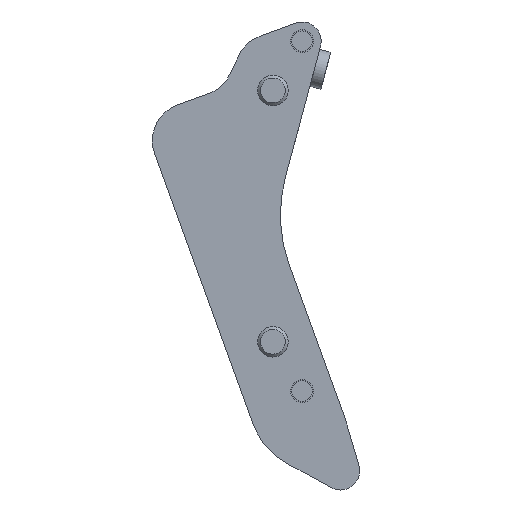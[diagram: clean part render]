
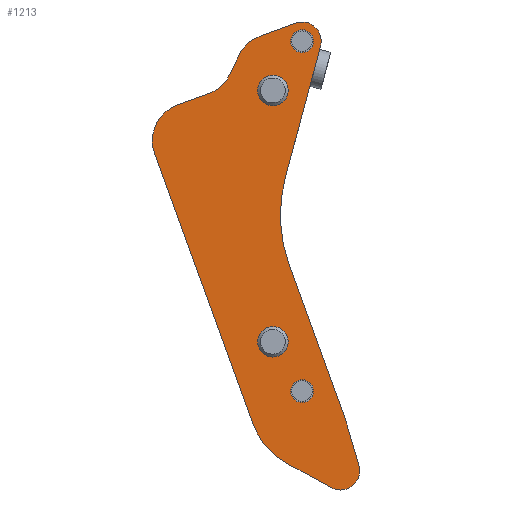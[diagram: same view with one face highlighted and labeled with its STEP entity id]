
A CAD part, left-side view. The second image highlights one B-rep face of the part: STEP entity #1213.
In plain terms, the highlighted face is planar.
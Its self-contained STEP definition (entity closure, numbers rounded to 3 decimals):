
#44=FACE_BOUND('',#238,.T.);
#45=FACE_BOUND('',#239,.T.);
#46=FACE_BOUND('',#240,.T.);
#47=FACE_BOUND('',#241,.T.);
#86=PLANE('',#1394);
#163=FACE_OUTER_BOUND('',#237,.T.);
#237=EDGE_LOOP('',(#1008,#1009,#1010,#1011,#1012,#1013,#1014,#1015,#1016,
#1017,#1018,#1019,#1020,#1021,#1022));
#238=EDGE_LOOP('',(#1023));
#239=EDGE_LOOP('',(#1024));
#240=EDGE_LOOP('',(#1025));
#241=EDGE_LOOP('',(#1026));
#325=LINE('',#2047,#418);
#329=LINE('',#2056,#422);
#332=LINE('',#2064,#425);
#335=LINE('',#2072,#428);
#337=LINE('',#2076,#430);
#338=LINE('',#2086,#431);
#339=LINE('',#2090,#432);
#340=LINE('',#2094,#433);
#418=VECTOR('',#1668,10.);
#422=VECTOR('',#1678,10.);
#425=VECTOR('',#1687,10.);
#428=VECTOR('',#1696,10.);
#430=VECTOR('',#1700,10.);
#431=VECTOR('',#1711,10.);
#432=VECTOR('',#1714,10.);
#433=VECTOR('',#1717,10.);
#442=CIRCLE('',#1292,3.);
#446=CIRCLE('',#1299,3.);
#450=CIRCLE('',#1306,4.);
#459=CIRCLE('',#1328,4.);
#482=CIRCLE('',#1382,10.);
#483=CIRCLE('',#1385,20.);
#484=CIRCLE('',#1388,5.);
#487=CIRCLE('',#1395,38.);
#488=CIRCLE('',#1396,5.);
#489=CIRCLE('',#1397,10.);
#490=CIRCLE('',#1398,10.);
#493=VERTEX_POINT('',#1763);
#497=VERTEX_POINT('',#1776);
#501=VERTEX_POINT('',#1789);
#523=VERTEX_POINT('',#1870);
#575=VERTEX_POINT('',#2044);
#576=VERTEX_POINT('',#2046);
#577=VERTEX_POINT('',#2050);
#578=VERTEX_POINT('',#2054);
#579=VERTEX_POINT('',#2058);
#580=VERTEX_POINT('',#2062);
#581=VERTEX_POINT('',#2066);
#582=VERTEX_POINT('',#2070);
#583=VERTEX_POINT('',#2074);
#586=VERTEX_POINT('',#2083);
#587=VERTEX_POINT('',#2085);
#588=VERTEX_POINT('',#2087);
#589=VERTEX_POINT('',#2089);
#590=VERTEX_POINT('',#2091);
#591=VERTEX_POINT('',#2093);
#594=EDGE_CURVE('',#493,#493,#442,.T.);
#601=EDGE_CURVE('',#497,#497,#446,.T.);
#607=EDGE_CURVE('',#501,#501,#450,.T.);
#639=EDGE_CURVE('',#523,#523,#459,.T.);
#717=EDGE_CURVE('',#576,#575,#325,.T.);
#720=EDGE_CURVE('',#577,#575,#482,.T.);
#722=EDGE_CURVE('',#577,#578,#329,.T.);
#724=EDGE_CURVE('',#578,#579,#483,.T.);
#726=EDGE_CURVE('',#579,#580,#332,.T.);
#728=EDGE_CURVE('',#581,#580,#484,.T.);
#730=EDGE_CURVE('',#581,#582,#335,.T.);
#732=EDGE_CURVE('',#582,#583,#337,.T.);
#735=EDGE_CURVE('',#583,#586,#487,.F.);
#736=EDGE_CURVE('',#586,#587,#338,.T.);
#737=EDGE_CURVE('',#588,#587,#488,.T.);
#738=EDGE_CURVE('',#588,#589,#339,.T.);
#739=EDGE_CURVE('',#590,#589,#489,.T.);
#740=EDGE_CURVE('',#590,#591,#340,.T.);
#741=EDGE_CURVE('',#576,#591,#490,.T.);
#1008=ORIENTED_EDGE('',*,*,#728,.F.);
#1009=ORIENTED_EDGE('',*,*,#730,.T.);
#1010=ORIENTED_EDGE('',*,*,#732,.T.);
#1011=ORIENTED_EDGE('',*,*,#735,.T.);
#1012=ORIENTED_EDGE('',*,*,#736,.T.);
#1013=ORIENTED_EDGE('',*,*,#737,.F.);
#1014=ORIENTED_EDGE('',*,*,#738,.T.);
#1015=ORIENTED_EDGE('',*,*,#739,.F.);
#1016=ORIENTED_EDGE('',*,*,#740,.T.);
#1017=ORIENTED_EDGE('',*,*,#741,.F.);
#1018=ORIENTED_EDGE('',*,*,#717,.T.);
#1019=ORIENTED_EDGE('',*,*,#720,.F.);
#1020=ORIENTED_EDGE('',*,*,#722,.T.);
#1021=ORIENTED_EDGE('',*,*,#724,.T.);
#1022=ORIENTED_EDGE('',*,*,#726,.T.);
#1023=ORIENTED_EDGE('',*,*,#607,.F.);
#1024=ORIENTED_EDGE('',*,*,#639,.F.);
#1025=ORIENTED_EDGE('',*,*,#601,.T.);
#1026=ORIENTED_EDGE('',*,*,#594,.T.);
#1213=ADVANCED_FACE('',(#163,#44,#45,#46,#47),#86,.F.);
#1292=AXIS2_PLACEMENT_3D('',#1764,#1421,#1422);
#1299=AXIS2_PLACEMENT_3D('',#1778,#1438,#1439);
#1306=AXIS2_PLACEMENT_3D('',#1791,#1454,#1455);
#1328=AXIS2_PLACEMENT_3D('',#1872,#1514,#1515);
#1382=AXIS2_PLACEMENT_3D('',#2052,#1673,#1674);
#1385=AXIS2_PLACEMENT_3D('',#2060,#1682,#1683);
#1388=AXIS2_PLACEMENT_3D('',#2068,#1691,#1692);
#1394=AXIS2_PLACEMENT_3D('',#2082,#1707,#1708);
#1395=AXIS2_PLACEMENT_3D('',#2084,#1709,#1710);
#1396=AXIS2_PLACEMENT_3D('',#2088,#1712,#1713);
#1397=AXIS2_PLACEMENT_3D('',#2092,#1715,#1716);
#1398=AXIS2_PLACEMENT_3D('',#2095,#1718,#1719);
#1421=DIRECTION('center_axis',(0.,0.,
1.));
#1422=DIRECTION('ref_axis',(1.,0.,0.));
#1438=DIRECTION('center_axis',(0.,0.,
1.));
#1439=DIRECTION('ref_axis',(1.,0.,0.));
#1454=DIRECTION('center_axis',(0.,0.,
-1.));
#1455=DIRECTION('ref_axis',(1.,0.,0.));
#1514=DIRECTION('center_axis',(0.,0.,
-1.));
#1515=DIRECTION('ref_axis',(1.,0.,0.));
#1668=DIRECTION('',(-1.,0.,0.));
#1673=DIRECTION('center_axis',(0.,0.,
1.));
#1674=DIRECTION('ref_axis',(0.,-1.,0.));
#1678=DIRECTION('',(0.,1.,0.));
#1682=DIRECTION('center_axis',(0.,0.,
-1.));
#1683=DIRECTION('ref_axis',(-0.749,0.662,0.));
#1687=DIRECTION('',(0.662,0.749,0.));
#1691=DIRECTION('center_axis',(0.,0.,
1.));
#1692=DIRECTION('ref_axis',(0.313,0.95,0.));
#1696=DIRECTION('',(0.064,-0.998,0.));
#1700=DIRECTION('',(0.,-1.,0.));
#1707=DIRECTION('center_axis',(0.,0.,
1.));
#1708=DIRECTION('ref_axis',(-1.,0.,0.));
#1709=DIRECTION('center_axis',(0.,0.,
-1.));
#1710=DIRECTION('ref_axis',(-0.819,-0.574,0.));
#1711=DIRECTION('',(0.574,-0.819,0.));
#1712=DIRECTION('center_axis',(0.,0.,
1.));
#1713=DIRECTION('ref_axis',(0.818,-0.575,0.));
#1714=DIRECTION('',(-1.,0.,0.));
#1715=DIRECTION('center_axis',(0.,0.,
1.));
#1716=DIRECTION('ref_axis',(-0.383,-0.924,0.));
#1717=DIRECTION('',(-0.707,0.707,0.));
#1718=DIRECTION('center_axis',(0.,0.,
-1.));
#1719=DIRECTION('ref_axis',(0.383,0.924,0.));
#1763=CARTESIAN_POINT('',(-17.647,-54.051,0.));
#1764=CARTESIAN_POINT('Origin',(-14.647,-54.051,0.));
#1776=CARTESIAN_POINT('',(-48.963,31.991,0.));
#1778=CARTESIAN_POINT('Origin',(-45.963,31.991,0.));
#1789=CARTESIAN_POINT('',(-30.247,-44.541,0.));
#1791=CARTESIAN_POINT('Origin',(-26.247,-44.541,0.));
#1870=CARTESIAN_POINT('',(-52.736,17.249,0.));
#1872=CARTESIAN_POINT('Origin',(-48.736,17.249,0.));
#2044=CARTESIAN_POINT('',(-50.997,-49.52,0.));
#2046=CARTESIAN_POINT('',(-42.319,-49.52,0.));
#2047=CARTESIAN_POINT('',(-37.999,-49.52,0.));
#2050=CARTESIAN_POINT('',(-60.997,-39.52,0.));
#2052=CARTESIAN_POINT('Origin',(-50.997,-39.52,0.));
#2054=CARTESIAN_POINT('',(-60.997,35.38,0.));
#2056=CARTESIAN_POINT('',(-60.997,34.77,0.));
#2058=CARTESIAN_POINT('',(-55.986,48.622,0.));
#2060=CARTESIAN_POINT('Origin',(-40.997,35.381,0.));
#2062=CARTESIAN_POINT('',(-47.373,58.372,0.));
#2064=CARTESIAN_POINT('',(-57.076,47.388,0.));
#2066=CARTESIAN_POINT('',(-38.636,55.383,0.));
#2068=CARTESIAN_POINT('Origin',(-43.626,55.062,0.));
#2070=CARTESIAN_POINT('',(-37.855,43.259,0.));
#2072=CARTESIAN_POINT('',(-36.014,14.66,0.));
#2074=CARTESIAN_POINT('',(-37.855,-0.207,0.));
#2076=CARTESIAN_POINT('',(-37.855,67.773,0.));
#2082=CARTESIAN_POINT('Origin',(-39.18,-14.26,0.));
#2083=CARTESIAN_POINT('',(-30.983,-22.002,0.));
#2084=CARTESIAN_POINT('Origin',(0.145,-0.207,0.));
#2085=CARTESIAN_POINT('',(-10.551,-51.183,0.));
#2086=CARTESIAN_POINT('',(-31.128,-21.796,0.));
#2087=CARTESIAN_POINT('',(-14.647,-59.051,0.));
#2088=CARTESIAN_POINT('Origin',(-14.647,-54.051,0.));
#2089=CARTESIAN_POINT('',(-24.504,-59.051,0.));
#2090=CARTESIAN_POINT('',(-26.234,-59.051,0.));
#2091=CARTESIAN_POINT('',(-31.576,-56.122,0.));
#2092=CARTESIAN_POINT('Origin',(-24.504,-49.051,0.));
#2093=CARTESIAN_POINT('',(-35.248,-52.449,0.));
#2094=CARTESIAN_POINT('',(-36.495,-51.202,0.));
#2095=CARTESIAN_POINT('Origin',(-42.319,-59.52,0.));
